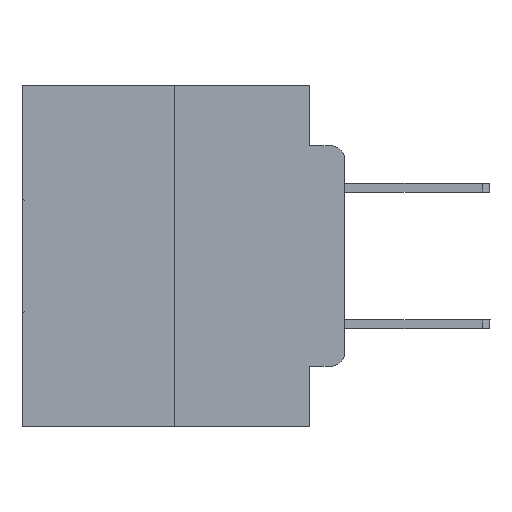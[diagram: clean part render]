
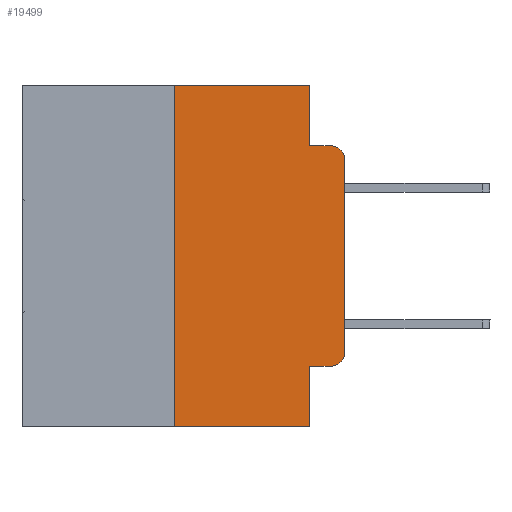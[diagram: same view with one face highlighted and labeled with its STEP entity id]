
A CAD part, left-side view. The second image highlights one B-rep face of the part: STEP entity #19499.
In plain terms, the highlighted planar face has unit normal (-1, 0, 0).
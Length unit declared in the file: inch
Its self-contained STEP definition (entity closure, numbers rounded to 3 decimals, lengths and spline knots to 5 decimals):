
#713 = CARTESIAN_POINT ( 'NONE',  ( 0., 0.051, -0.4115 ) ) ;
#726 = CARTESIAN_POINT ( 'NONE',  ( 0., 0.02, -0.0885 ) ) ;
#1173 = ORIENTED_EDGE ( 'NONE', *, *, #18650, .F. ) ;
#1239 = CARTESIAN_POINT ( 'NONE',  ( 0., 0.25, 0. ) ) ;
#1269 = VERTEX_POINT ( 'NONE', #14516 ) ;
#1419 = LINE ( 'NONE', #713, #19141 ) ;
#1771 = LINE ( 'NONE', #9341, #2132 ) ;
#1827 = CARTESIAN_POINT ( 'NONE',  ( 0., 0.473, 0. ) ) ;
#2022 = DIRECTION ( 'NONE',  ( 0., -1., 0. ) ) ;
#2132 = VECTOR ( 'NONE', #18479, 39.37008 ) ;
#2777 = CARTESIAN_POINT ( 'NONE',  ( 0., 0.051, -0.5 ) ) ;
#2814 = VECTOR ( 'NONE', #15093, 39.37008 ) ;
#3649 = CARTESIAN_POINT ( 'NONE',  ( 0., 0.25, -0.5 ) ) ;
#3708 = CARTESIAN_POINT ( 'NONE',  ( 0., 0.051, 0. ) ) ;
#3895 = EDGE_CURVE ( 'NONE', #14244, #19788, #26035, .T. ) ;
#4307 = VECTOR ( 'NONE', #29869, 39.37008 ) ;
#4561 = EDGE_CURVE ( 'NONE', #5070, #19788, #13624, .T. ) ;
#5032 = DIRECTION ( 'NONE',  ( 0., 0., -1. ) ) ;
#5070 = VERTEX_POINT ( 'NONE', #13065 ) ;
#5268 = DIRECTION ( 'NONE',  ( 0., -1., 0. ) ) ;
#5620 = DIRECTION ( 'NONE',  ( 0., 0., -1. ) ) ;
#6058 = VERTEX_POINT ( 'NONE', #17507 ) ;
#6631 = CARTESIAN_POINT ( 'NONE',  ( 0., 0.02, -0.1085 ) ) ;
#6707 = CARTESIAN_POINT ( 'NONE',  ( 0., 0.473, -0.5 ) ) ;
#6744 = ORIENTED_EDGE ( 'NONE', *, *, #19660, .T. ) ;
#7530 = EDGE_CURVE ( 'NONE', #15712, #12586, #8640, .T. ) ;
#7716 = EDGE_CURVE ( 'NONE', #6058, #24742, #1419, .T. ) ;
#8084 = LINE ( 'NONE', #1827, #22193 ) ;
#8640 = LINE ( 'NONE', #6707, #4307 ) ;
#8882 = VERTEX_POINT ( 'NONE', #18649 ) ;
#8949 = CARTESIAN_POINT ( 'NONE',  ( 0., 0.473, 0. ) ) ;
#8990 = LINE ( 'NONE', #1239, #2814 ) ;
#9321 = CARTESIAN_POINT ( 'NONE',  ( 0., 0.051, 0. ) ) ;
#9341 = CARTESIAN_POINT ( 'NONE',  ( 0., 0., 0. ) ) ;
#11001 = DIRECTION ( 'NONE',  ( 0., 0., -1. ) ) ;
#11053 = CARTESIAN_POINT ( 'NONE',  ( 0., 0.02, -0.4115 ) ) ;
#11366 = VERTEX_POINT ( 'NONE', #9321 ) ;
#11484 = DIRECTION ( 'NONE',  ( 1., 0., 0. ) ) ;
#11514 = VECTOR ( 'NONE', #5620, 39.37008 ) ;
#11627 = CARTESIAN_POINT ( 'NONE',  ( 0., 0., -0.1085 ) ) ;
#12368 = CIRCLE ( 'NONE', #27072, 0.02 ) ;
#12586 = VERTEX_POINT ( 'NONE', #2777 ) ;
#13065 = CARTESIAN_POINT ( 'NONE',  ( 0., 0.051, -0.0885 ) ) ;
#13406 = ORIENTED_EDGE ( 'NONE', *, *, #17128, .F. ) ;
#13624 = LINE ( 'NONE', #18364, #16890 ) ;
#14244 = VERTEX_POINT ( 'NONE', #11627 ) ;
#14516 = CARTESIAN_POINT ( 'NONE',  ( 0., 0., -0.3915 ) ) ;
#14582 = EDGE_CURVE ( 'NONE', #11366, #5070, #23832, .T. ) ;
#15024 = ORIENTED_EDGE ( 'NONE', *, *, #14582, .F. ) ;
#15093 = DIRECTION ( 'NONE',  ( 0., 0., 1. ) ) ;
#15712 = VERTEX_POINT ( 'NONE', #3649 ) ;
#15873 = ORIENTED_EDGE ( 'NONE', *, *, #4561, .F. ) ;
#16196 = ORIENTED_EDGE ( 'NONE', *, *, #7530, .T. ) ;
#16890 = VECTOR ( 'NONE', #27323, 39.37008 ) ;
#17128 = EDGE_CURVE ( 'NONE', #8882, #11366, #8084, .T. ) ;
#17507 = CARTESIAN_POINT ( 'NONE',  ( 0., 0.051, -0.4115 ) ) ;
#17709 = DIRECTION ( 'NONE',  ( 0., 0., -1. ) ) ;
#17815 = DIRECTION ( 'NONE',  ( -1., 0., 0. ) ) ;
#17987 = ORIENTED_EDGE ( 'NONE', *, *, #27328, .T. ) ;
#18364 = CARTESIAN_POINT ( 'NONE',  ( 0., 0.051, -0.0885 ) ) ;
#18479 = DIRECTION ( 'NONE',  ( 0., 0., 1. ) ) ;
#18649 = CARTESIAN_POINT ( 'NONE',  ( 0., 0.25, 0. ) ) ;
#18650 = EDGE_CURVE ( 'NONE', #6058, #12586, #25069, .T. ) ;
#19141 = VECTOR ( 'NONE', #5268, 39.37008 ) ;
#19499 = ADVANCED_FACE ( 'NONE', ( #24624 ), #22616, .F. ) ;
#19660 = EDGE_CURVE ( 'NONE', #1269, #14244, #1771, .T. ) ;
#19788 = VERTEX_POINT ( 'NONE', #726 ) ;
#20004 = EDGE_CURVE ( 'NONE', #15712, #8882, #8990, .T. ) ;
#20579 = DIRECTION ( 'NONE',  ( 0., 0., -1. ) ) ;
#20697 = ORIENTED_EDGE ( 'NONE', *, *, #20004, .F. ) ;
#21455 = AXIS2_PLACEMENT_3D ( 'NONE', #8949, #11484, #20579 ) ;
#21644 = ORIENTED_EDGE ( 'NONE', *, *, #7716, .T. ) ;
#22193 = VECTOR ( 'NONE', #2022, 39.37008 ) ;
#22616 = PLANE ( 'NONE',  #21455 ) ;
#23832 = LINE ( 'NONE', #3708, #11514 ) ;
#23930 = VECTOR ( 'NONE', #5032, 39.37008 ) ;
#24624 = FACE_OUTER_BOUND ( 'NONE', #27187, .T. ) ;
#24742 = VERTEX_POINT ( 'NONE', #11053 ) ;
#24829 = CARTESIAN_POINT ( 'NONE',  ( 0., 0.02, -0.3915 ) ) ;
#25069 = LINE ( 'NONE', #28103, #23930 ) ;
#25109 = DIRECTION ( 'NONE',  ( -1., 0., 0. ) ) ;
#26035 = CIRCLE ( 'NONE', #27809, 0.02 ) ;
#26500 = ORIENTED_EDGE ( 'NONE', *, *, #3895, .T. ) ;
#27072 = AXIS2_PLACEMENT_3D ( 'NONE', #24829, #17815, #17709 ) ;
#27187 = EDGE_LOOP ( 'NONE', ( #6744, #26500, #15873, #15024, #13406, #20697, #16196, #1173, #21644, #17987 ) ) ;
#27323 = DIRECTION ( 'NONE',  ( 0., -1., 0. ) ) ;
#27328 = EDGE_CURVE ( 'NONE', #24742, #1269, #12368, .T. ) ;
#27809 = AXIS2_PLACEMENT_3D ( 'NONE', #6631, #25109, #11001 ) ;
#28103 = CARTESIAN_POINT ( 'NONE',  ( 0., 0.051, 0. ) ) ;
#29869 = DIRECTION ( 'NONE',  ( 0., -1., 0. ) ) ;
